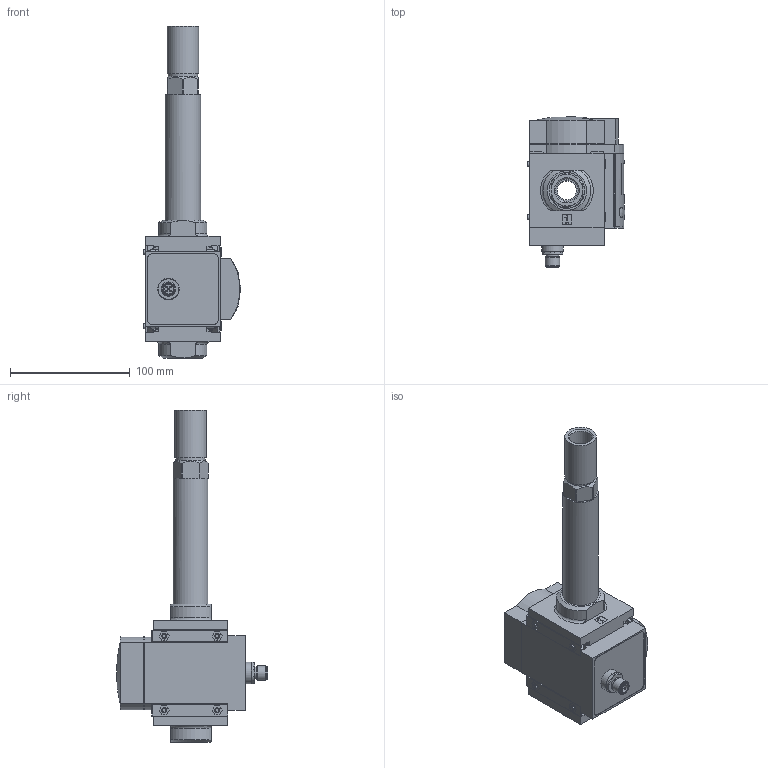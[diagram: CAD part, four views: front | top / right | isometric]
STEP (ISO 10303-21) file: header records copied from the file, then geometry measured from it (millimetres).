
FILE_DESCRIPTION(/* description */ ('STEP AP214'),/* implementation_level */ '2;1');
FILE_NAME(/* name */ '565379_SFAM-62-3000L-TG12-2SA-M12',/* time_stamp */ '2024-09-15T01:33:18+02:00',/* author */ ('License CC BY-ND 4.0'),/* organization */ ('CADENAS'),/* preprocessor_version */ 'ST-DEVELOPER v19.3',/* originating_system */ 'PARTsolutions',/* authorisation */ ' ');
FILE_SCHEMA (('AUTOMOTIVE_DESIGN {1 0 10303 214 3 1 1}'));
Length unit declared in the file: millimetre
Products named in the file (7): 565379 SFAM-62-3000L-TG12-2SA-M12; 672627 SFAML2SA_G; 526082 MS6-AGD-Z---(1prs); 1048695 SFAM-G12_E; 526082 MS6-AGD---(100pr); 8134994 MS6-MV-B---(0_p); 5206604 MS6-MV-B---(0_p)
Assembly tree (8 placements, depth 2):
  565379 SFAM-62-3000L-TG12-2SA-M12
    672627 SFAML2SA_G
    526082 MS6-AGD-Z---(1prs)
    1048695 SFAM-G12_E
    526082 MS6-AGD---(100pr)
    8134994 MS6-MV-B---(0_p)  x2
    5206604 MS6-MV-B---(0_p)  x2
Bounding box: 81.6 x 126 x 277 mm (x, y, z)
Volume: 589754.9 mm3; surface area: 117666.2 mm2
Topology: 8 solids, 8 shells, 899 faces, 2408 edges, 1582 vertices
Faces by surface type: plane 607, cylinder 226, cone 45, torus 17, sphere 4
Full cylindrical faces by diameter (mm): 1.3 x5, 3.242 x4, 3.4 x4, 4 x4, 4.5 x4, 4.6 x4, 7.6 x4, 7.8 x4, 10.5 x2, 12 x1, 16 x1, 18 x1, 18.631 x2, 21 x1, 22.6 x2, 24 x1, 24.5 x1, 26.441 x1, 27.6 x1, 29.5 x1, 29.8 x1, 31.8 x1, 34.6 x2
Entity records: 26588 total; most frequent: CARTESIAN_POINT 4378, ORIENTED_EDGE 3850, DIRECTION 3777, EDGE_CURVE 1925, LINE 1411, VECTOR 1411, VERTEX_POINT 1307, AXIS2_PLACEMENT_3D 1183
